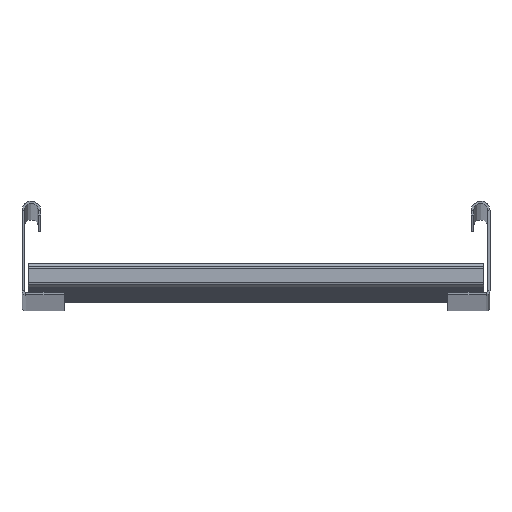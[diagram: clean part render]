
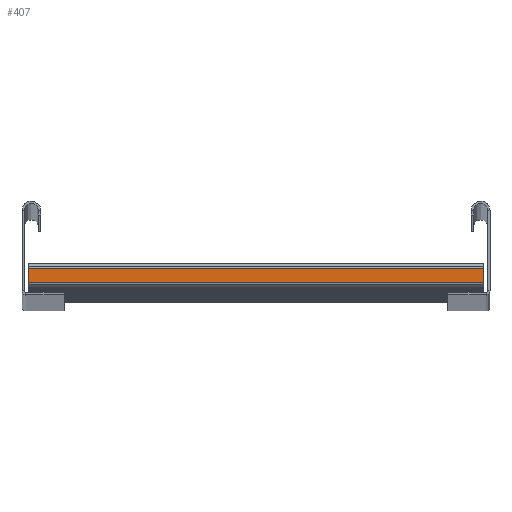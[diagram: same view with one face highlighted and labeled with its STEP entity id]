
A CAD part, top view. The second image highlights one B-rep face of the part: STEP entity #407.
In plain terms, the highlighted face is planar.
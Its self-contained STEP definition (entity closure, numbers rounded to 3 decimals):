
#8 = CARTESIAN_POINT ( 'NONE',  ( -15., 3., -146. ) ) ;
#70 = VECTOR ( 'NONE', #624, 1000. ) ;
#86 = AXIS2_PLACEMENT_3D ( 'NONE', #1240, #1072, #1400 ) ;
#118 = ORIENTED_EDGE ( 'NONE', *, *, #408, .F. ) ;
#207 = CARTESIAN_POINT ( 'NONE',  ( -15., 3., 146. ) ) ;
#230 = DIRECTION ( 'NONE',  ( 0., 1., 0. ) ) ;
#253 = VECTOR ( 'NONE', #1535, 1000. ) ;
#336 = CARTESIAN_POINT ( 'NONE',  ( -15., 12., 146. ) ) ;
#361 = VERTEX_POINT ( 'NONE', #336 ) ;
#387 = ORIENTED_EDGE ( 'NONE', *, *, #1204, .T. ) ;
#407 = ADVANCED_FACE ( 'NONE', ( #1514 ), #1719, .F. ) ;
#408 = EDGE_CURVE ( 'NONE', #426, #720, #872, .T. ) ;
#426 = VERTEX_POINT ( 'NONE', #1098 ) ;
#437 = VECTOR ( 'NONE', #230, 1000. ) ;
#624 = DIRECTION ( 'NONE',  ( 0., 0., 1. ) ) ;
#658 = LINE ( 'NONE', #207, #437 ) ;
#691 = ORIENTED_EDGE ( 'NONE', *, *, #1180, .T. ) ;
#720 = VERTEX_POINT ( 'NONE', #884 ) ;
#872 = LINE ( 'NONE', #1069, #1680 ) ;
#884 = CARTESIAN_POINT ( 'NONE',  ( -15., 12., -146. ) ) ;
#943 = LINE ( 'NONE', #8, #70 ) ;
#953 = DIRECTION ( 'NONE',  ( 0., 1., 0. ) ) ;
#1004 = CARTESIAN_POINT ( 'NONE',  ( -15., 3., 146. ) ) ;
#1069 = CARTESIAN_POINT ( 'NONE',  ( -15., 3., -146. ) ) ;
#1072 = DIRECTION ( 'NONE',  ( 1., 0., 0. ) ) ;
#1098 = CARTESIAN_POINT ( 'NONE',  ( -15., 3., -146. ) ) ;
#1158 = EDGE_LOOP ( 'NONE', ( #691, #1263, #118, #387 ) ) ;
#1180 = EDGE_CURVE ( 'NONE', #1220, #361, #658, .T. ) ;
#1204 = EDGE_CURVE ( 'NONE', #426, #1220, #943, .T. ) ;
#1218 = EDGE_CURVE ( 'NONE', #720, #361, #1702, .T. ) ;
#1220 = VERTEX_POINT ( 'NONE', #1004 ) ;
#1240 = CARTESIAN_POINT ( 'NONE',  ( -15., 3., -146. ) ) ;
#1263 = ORIENTED_EDGE ( 'NONE', *, *, #1218, .F. ) ;
#1400 = DIRECTION ( 'NONE',  ( 0., 0., -1. ) ) ;
#1413 = CARTESIAN_POINT ( 'NONE',  ( -15., 12., -146. ) ) ;
#1514 = FACE_OUTER_BOUND ( 'NONE', #1158, .T. ) ;
#1535 = DIRECTION ( 'NONE',  ( 0., 0., 1. ) ) ;
#1680 = VECTOR ( 'NONE', #953, 1000. ) ;
#1702 = LINE ( 'NONE', #1413, #253 ) ;
#1719 = PLANE ( 'NONE',  #86 ) ;
